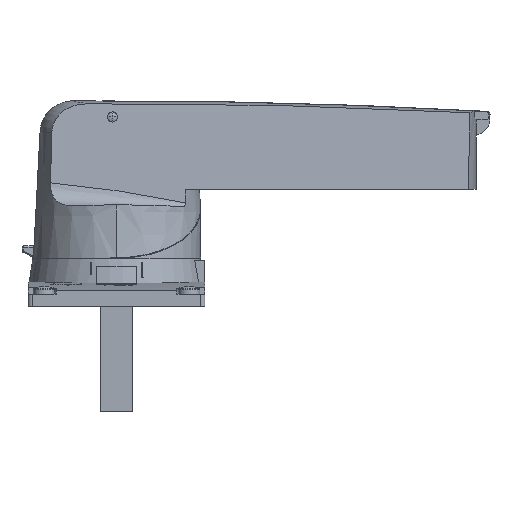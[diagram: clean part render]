
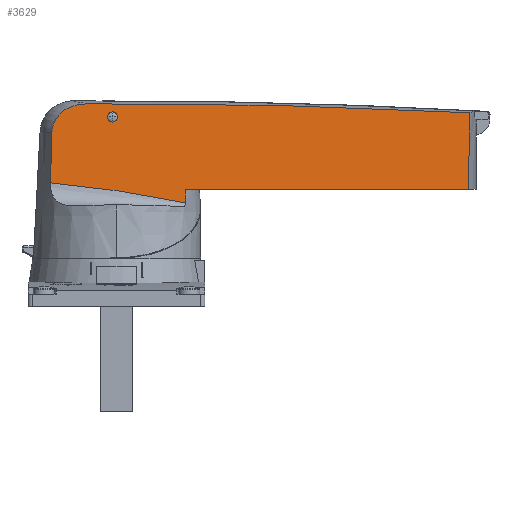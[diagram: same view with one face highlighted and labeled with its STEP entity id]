
A CAD part, front view. The second image highlights one B-rep face of the part: STEP entity #3629.
In plain terms, the highlighted planar face has unit normal (0.013, -0.998, 0.057).
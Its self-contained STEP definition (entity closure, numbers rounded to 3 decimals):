
#3629=ADVANCED_FACE('',(#10686,#10687),#10688,.T.);
#5753=VERTEX_POINT('',#13439);
#5757=VERTEX_POINT('',#13443);
#5759=EDGE_CURVE('',#5753,#5757,#13445,.T.);
#5823=VERTEX_POINT('',#13509);
#5827=VERTEX_POINT('',#13513);
#5829=EDGE_CURVE('',#5823,#5827,#13515,.T.);
#5851=EDGE_CURVE('',#5823,#5757,#13537,.F.);
#5859=VERTEX_POINT('',#13545);
#5861=VERTEX_POINT('',#13547);
#5863=EDGE_CURVE('',#5859,#5861,#13549,.T.);
#5865=VERTEX_POINT('',#13551);
#5867=EDGE_CURVE('',#5861,#5865,#13553,.T.);
#5869=EDGE_CURVE('',#5865,#5827,#13555,.T.);
#5871=EDGE_CURVE('',#5753,#5859,#13557,.F.);
#5873=VERTEX_POINT('',#13559);
#5875=VERTEX_POINT('',#13561);
#5877=EDGE_CURVE('',#5873,#5875,#13563,.T.);
#5879=EDGE_CURVE('',#5875,#5873,#13565,.T.);
#10686=FACE_OUTER_BOUND('',#19970,.T.);
#10687=FACE_BOUND('',#19971,.T.);
#10688=PLANE('',#19972);
#13439=CARTESIAN_POINT('',(7.083,41.748,56.647));
#13443=CARTESIAN_POINT('',(7.387,42.463,69.088));
#13445=(B_SPLINE_CURVE(2,(#27715,#27716,#27717),.UNSPECIFIED.,.F.,.F.)B_SPLINE_CURVE_WITH_KNOTS((3,3),(1.252,13.718),.UNSPECIFIED.)RATIONAL_B_SPLINE_CURVE((1.,1.,1.))BOUNDED_CURVE()REPRESENTATION_ITEM('')GEOMETRIC_REPRESENTATION_ITEM()CURVE());
#13509=CARTESIAN_POINT('',(16.491,42.996,76.269));
#13513=CARTESIAN_POINT('',(111.157,44.133,74.052));
#13515=B_SPLINE_CURVE_WITH_KNOTS('',3,(#27921,#27922,#27923,#27924,#27925,#27926,#27927,#27928),.UNSPECIFIED.,.F.,.F.,(4,2,2,4),(6755.28,6781.305,6818.26,6842.2),.UNSPECIFIED.);
#13537=B_SPLINE_CURVE_WITH_KNOTS('',3,(#27986,#27987,#27988,#27989,#27990,#27991,#27992,#27993,#27994,#27995,#27996,#27997,#27998,#27999,#28000,#28001,#28002,#28003,#28004,#28005,#28006,#28007),.UNSPECIFIED.,.F.,.F.,(4,3,3,3,3,3,3,4),(0.0,0.049,0.089,0.319,0.538,0.756,0.891,1.0),.UNSPECIFIED.);
#13545=CARTESIAN_POINT('',(40.585,41.911,51.673));
#13547=CARTESIAN_POINT('',(40.503,42.1,55.));
#13549=ELLIPSE('',#28071,1072.606,24.493);
#13551=CARTESIAN_POINT('',(110.739,43.038,55.));
#13553=LINE('',#28076,#28077);
#13555=ELLIPSE('',#28080,462.615,26.41);
#13557=B_SPLINE_CURVE_WITH_KNOTS('',3,(#28083,#28084,#28085,#28086,#28087,#28088,#28089,#28090,#28091,#28092,#28093,#28094,#28095),.UNSPECIFIED.,.F.,.F.,(4,3,3,3,4),(0.0,0.2,0.423,0.772,1.0),.UNSPECIFIED.);
#13559=CARTESIAN_POINT('',(22.45,42.817,71.75));
#13561=CARTESIAN_POINT('',(22.45,42.96,74.25));
#13563=ELLIPSE('',#28102,1.252,1.25);
#13565=ELLIPSE('',#28105,1.252,1.25);
#19970=EDGE_LOOP('',(#36625,#36626,#36627,#36628,#36629,#36630,#36631));
#19971=EDGE_LOOP('',(#36632,#36633));
#19972=AXIS2_PLACEMENT_3D('',#36634,#36635,#36636);
#27715=CARTESIAN_POINT('',(7.083,41.748,56.647));
#27716=CARTESIAN_POINT('',(7.234,42.109,62.927));
#27717=CARTESIAN_POINT('',(7.387,42.463,69.088));
#27921=CARTESIAN_POINT('',(16.491,42.996,76.269));
#27922=CARTESIAN_POINT('',(25.917,43.125,76.324));
#27923=CARTESIAN_POINT('',(35.358,43.249,76.297));
#27924=CARTESIAN_POINT('',(58.223,43.539,76.03));
#27925=CARTESIAN_POINT('',(71.655,43.7,75.706));
#27926=CARTESIAN_POINT('',(93.776,43.949,74.898));
#27927=CARTESIAN_POINT('',(102.471,44.043,74.51));
#27928=CARTESIAN_POINT('',(111.157,44.133,74.052));
#27986=CARTESIAN_POINT('',(7.387,42.463,69.088));
#27987=CARTESIAN_POINT('',(7.392,42.476,69.3));
#27988=CARTESIAN_POINT('',(7.402,42.488,69.512));
#27989=CARTESIAN_POINT('',(7.428,42.5,69.723));
#27990=CARTESIAN_POINT('',(7.448,42.51,69.894));
#27991=CARTESIAN_POINT('',(7.475,42.52,70.063));
#27992=CARTESIAN_POINT('',(7.508,42.53,70.231));
#27993=CARTESIAN_POINT('',(7.697,42.588,71.204));
#27994=CARTESIAN_POINT('',(8.112,42.647,72.13));
#27995=CARTESIAN_POINT('',(8.699,42.7,72.928));
#27996=CARTESIAN_POINT('',(9.256,42.751,73.687));
#27997=CARTESIAN_POINT('',(9.968,42.798,74.33));
#27998=CARTESIAN_POINT('',(10.768,42.837,74.827));
#27999=CARTESIAN_POINT('',(11.568,42.876,75.324));
#28000=CARTESIAN_POINT('',(12.453,42.908,75.68));
#28001=CARTESIAN_POINT('',(13.368,42.933,75.909));
#28002=CARTESIAN_POINT('',(13.932,42.949,76.05));
#28003=CARTESIAN_POINT('',(14.508,42.962,76.144));
#28004=CARTESIAN_POINT('',(15.087,42.973,76.2));
#28005=CARTESIAN_POINT('',(15.553,42.982,76.246));
#28006=CARTESIAN_POINT('',(16.022,42.989,76.267));
#28007=CARTESIAN_POINT('',(16.491,42.996,76.269));
#28071=AXIS2_PLACEMENT_3D('',#42434,#42435,#42436);
#28076=CARTESIAN_POINT('',(22.599,41.861,55.0));
#28077=VECTOR('',#42437,1.0);
#28080=AXIS2_PLACEMENT_3D('',#42438,#42439,#42440);
#28083=CARTESIAN_POINT('',(40.585,41.911,51.673));
#28084=CARTESIAN_POINT('',(38.376,41.908,52.145));
#28085=CARTESIAN_POINT('',(36.155,41.902,52.563));
#28086=CARTESIAN_POINT('',(33.933,41.896,52.97));
#28087=CARTESIAN_POINT('',(31.453,41.889,53.424));
#28088=CARTESIAN_POINT('',(28.969,41.88,53.852));
#28089=CARTESIAN_POINT('',(26.478,41.869,54.244));
#28090=CARTESIAN_POINT('',(22.582,41.852,54.858));
#28091=CARTESIAN_POINT('',(18.673,41.831,55.396));
#28092=CARTESIAN_POINT('',(14.755,41.805,55.853));
#28093=CARTESIAN_POINT('',(12.201,41.788,56.151));
#28094=CARTESIAN_POINT('',(9.643,41.768,56.411));
#28095=CARTESIAN_POINT('',(7.083,41.748,56.647));
#28102=AXIS2_PLACEMENT_3D('',#42441,#42442,#42443);
#28105=AXIS2_PLACEMENT_3D('',#42444,#42445,#42446);
#36625=ORIENTED_EDGE('',*,*,#5863,.T.);
#36626=ORIENTED_EDGE('',*,*,#5867,.T.);
#36627=ORIENTED_EDGE('',*,*,#5869,.T.);
#36628=ORIENTED_EDGE('',*,*,#5829,.F.);
#36629=ORIENTED_EDGE('',*,*,#5851,.T.);
#36630=ORIENTED_EDGE('',*,*,#5759,.F.);
#36631=ORIENTED_EDGE('',*,*,#5871,.T.);
#36632=ORIENTED_EDGE('',*,*,#5877,.F.);
#36633=ORIENTED_EDGE('',*,*,#5879,.F.);
#36634=CARTESIAN_POINT('',(22.599,41.861,55.0));
#36635=DIRECTION('',(0.013,-0.998,0.057));
#36636=DIRECTION('',(0.,0.057,0.998));
#42434=CARTESIAN_POINT('',(24.227,-2.45,-720.226));
#42435=DIRECTION('',(0.013,-0.998,0.057));
#42436=DIRECTION('',(-0.001,0.057,0.998));
#42437=DIRECTION('',(1.,0.013,0.0));
#42438=CARTESIAN_POINT('',(86.28,53.0,234.914));
#42439=DIRECTION('',(0.013,-0.998,0.057));
#42440=DIRECTION('',(0.001,-0.057,-0.998));
#42441=CARTESIAN_POINT('',(22.45,42.888,73.0));
#42442=DIRECTION('',(0.013,-0.998,0.057));
#42443=DIRECTION('',(-0.227,-0.059,-0.972));
#42444=CARTESIAN_POINT('',(22.45,42.888,73.0));
#42445=DIRECTION('',(0.013,-0.998,0.057));
#42446=DIRECTION('',(-0.227,-0.059,-0.972));
